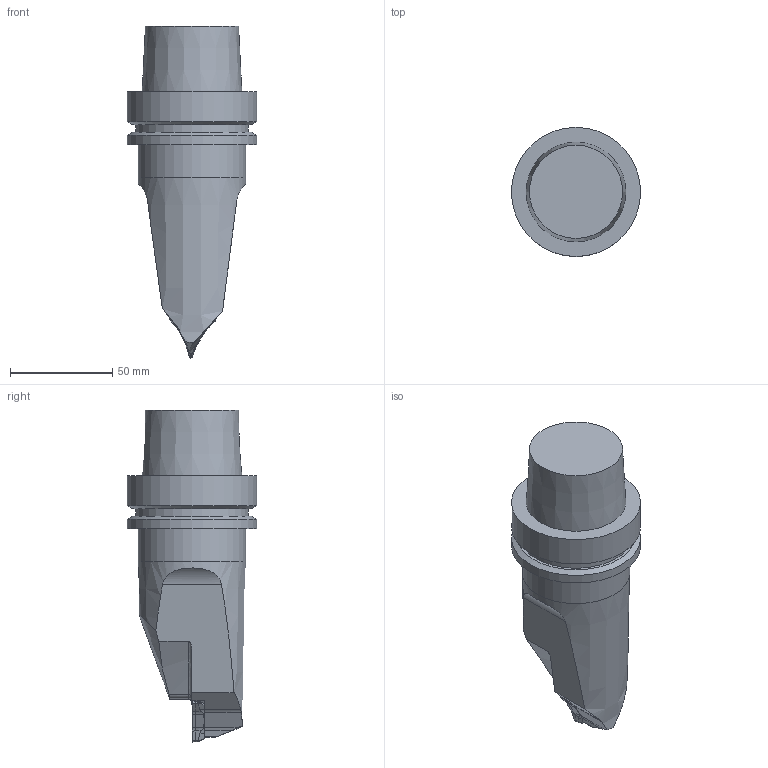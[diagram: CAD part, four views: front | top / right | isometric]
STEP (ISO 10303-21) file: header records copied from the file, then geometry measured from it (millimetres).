
FILE_DESCRIPTION(/* description */ (''),/* implementation_level */ '2;1');
FILE_NAME(/* name */ 'ASSY.STP',/* time_stamp */ '2023-01-04T11:03:24+01:00',/* author */ (''),/* organization */ ('SMS'),/* preprocessor_version */ 'ST-DEVELOPER v16.7',/* originating_system */ 'SIEMENS PLM Software NX 12.0',/* authorisation */ '');
FILE_SCHEMA (('AUTOMOTIVE_DESIGN { 1 0 10303 214 3 1 1 1 }'));
Length unit declared in the file: millimetre
Products named in the file (4): ASSEMBLY_CONSTRUCTION; NOCUT; CUT; ASSY
Assembly tree (3 placements, depth 2):
  ASSY
    CUT
    NOCUT
    ASSEMBLY_CONSTRUCTION
Bounding box: 63 x 63 x 162 mm (x, y, z)
Volume: 277262.2 mm3; surface area: 29566.8 mm2
Topology: 2 solids, 2 shells, 116 faces, 312 edges, 210 vertices
Faces by surface type: plane 41, cylinder 29, bspline 18, cone 13, revolution 9, torus 5, extrusion 1
Full cylindrical faces by diameter (mm): 52.5 x1, 55 x1, 63 x2
Entity records: 4528 total; most frequent: CARTESIAN_POINT 1719, ORIENTED_EDGE 596, DIRECTION 469, EDGE_CURVE 298, VERTEX_POINT 198, AXIS2_PLACEMENT_3D 166, EDGE_LOOP 128, VECTOR 128
